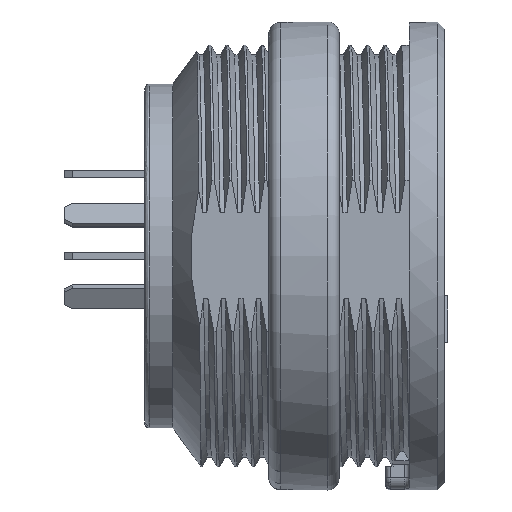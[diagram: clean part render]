
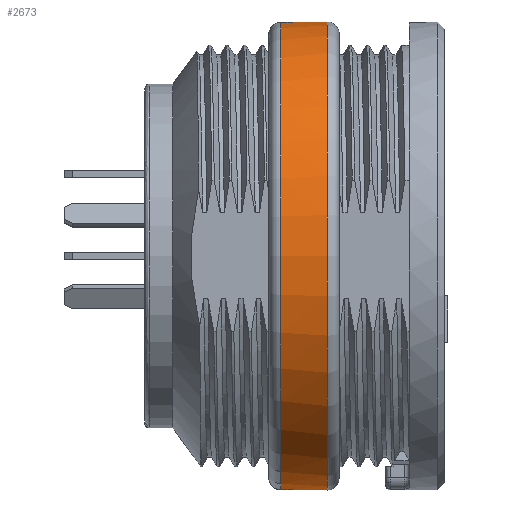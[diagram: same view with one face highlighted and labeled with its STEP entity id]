
A CAD part, top view. The second image highlights one B-rep face of the part: STEP entity #2673.
In plain terms, the highlighted cylindrical face has radius 10 mm (diameter 20 mm), a full revolution.
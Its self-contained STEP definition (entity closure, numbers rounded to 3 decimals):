
#1379=CYLINDRICAL_SURFACE('',#10941,10.);
#2673=ADVANCED_FACE('',(#4654,#4655),#1379,.T.);
#3389=LINE('',#40983,#4085);
#3394=LINE('',#41141,#4090);
#3399=LINE('',#41546,#4095);
#3403=LINE('',#41593,#4099);
#4085=VECTOR('',#11788,1.);
#4090=VECTOR('',#11795,1.);
#4095=VECTOR('',#11824,1.);
#4099=VECTOR('',#11830,1.);
#4654=FACE_BOUND('',#4911,.T.);
#4655=FACE_BOUND('',#4912,.T.);
#4911=EDGE_LOOP('',(#6391));
#4912=EDGE_LOOP('',(#6392,#6393,#6394,#6395,#6396,#6397,#6398,#6399));
#6391=ORIENTED_EDGE('',*,*,#9690,.F.);
#6392=ORIENTED_EDGE('',*,*,#9682,.F.);
#6393=ORIENTED_EDGE('',*,*,#9662,.T.);
#6394=ORIENTED_EDGE('',*,*,#9688,.T.);
#6395=ORIENTED_EDGE('',*,*,#9691,.T.);
#6396=ORIENTED_EDGE('',*,*,#9636,.F.);
#6397=ORIENTED_EDGE('',*,*,#9692,.T.);
#6398=ORIENTED_EDGE('',*,*,#9652,.T.);
#6399=ORIENTED_EDGE('',*,*,#9693,.T.);
#8538=VERTEX_POINT('',#40982);
#8539=VERTEX_POINT('',#40984);
#8551=VERTEX_POINT('',#41140);
#8552=VERTEX_POINT('',#41142);
#8559=VERTEX_POINT('',#41178);
#8560=VERTEX_POINT('',#41180);
#8569=VERTEX_POINT('',#41547);
#8572=VERTEX_POINT('',#41592);
#8573=VERTEX_POINT('',#41597);
#9636=EDGE_CURVE('',#8538,#8539,#3389,.T.);
#9652=EDGE_CURVE('',#8552,#8551,#3394,.T.);
#9662=EDGE_CURVE('',#8560,#8559,#10623,.T.);
#9682=EDGE_CURVE('',#8560,#8569,#3399,.T.);
#9688=EDGE_CURVE('',#8559,#8572,#3403,.T.);
#9690=EDGE_CURVE('',#8573,#8573,#10627,.T.);
#9691=EDGE_CURVE('',#8572,#8539,#10628,.T.);
#9692=EDGE_CURVE('',#8538,#8552,#10629,.T.);
#9693=EDGE_CURVE('',#8551,#8569,#10630,.T.);
#10623=CIRCLE('',#10927,10.);
#10627=CIRCLE('',#10937,10.);
#10628=CIRCLE('',#10938,10.);
#10629=CIRCLE('',#10939,10.);
#10630=CIRCLE('',#10940,10.);
#10927=AXIS2_PLACEMENT_3D('',#41179,#11807,#11808);
#10937=AXIS2_PLACEMENT_3D('',#41596,#11834,#11835);
#10938=AXIS2_PLACEMENT_3D('',#41598,#11836,#11837);
#10939=AXIS2_PLACEMENT_3D('',#41599,#11838,#11839);
#10940=AXIS2_PLACEMENT_3D('',#41600,#11840,#11841);
#10941=AXIS2_PLACEMENT_3D('',#41601,#11842,#11843);
#11788=DIRECTION('',(-1.,0.,0.));
#11795=DIRECTION('',(-1.,0.,0.));
#11807=DIRECTION('',(1.,0.,0.));
#11808=DIRECTION('',(0.,1.,0.));
#11824=DIRECTION('',(-1.,0.,0.));
#11830=DIRECTION('',(-1.,0.,0.));
#11834=DIRECTION('',(1.,0.,0.));
#11835=DIRECTION('',(0.,1.,0.));
#11836=DIRECTION('',(1.,0.,0.));
#11837=DIRECTION('',(0.,1.,0.));
#11838=DIRECTION('',(1.,0.,0.));
#11839=DIRECTION('',(0.,1.,0.));
#11840=DIRECTION('',(1.,0.,0.));
#11841=DIRECTION('',(0.,1.,0.));
#11842=DIRECTION('',(1.,0.,0.));
#11843=DIRECTION('',(0.,1.,0.));
#40982=CARTESIAN_POINT('',(1.65,-9.982,0.6));
#40983=CARTESIAN_POINT('',(1.65,-9.982,0.6));
#40984=CARTESIAN_POINT('',(1.15,-9.982,0.6));
#41140=CARTESIAN_POINT('',(1.15,-9.982,-0.6));
#41141=CARTESIAN_POINT('',(1.65,-9.982,-0.6));
#41142=CARTESIAN_POINT('',(1.65,-9.982,-0.6));
#41178=CARTESIAN_POINT('',(1.65,9.982,0.6));
#41179=CARTESIAN_POINT('',(1.65,0.,0.));
#41180=CARTESIAN_POINT('',(1.65,9.982,-0.6));
#41546=CARTESIAN_POINT('',(1.65,9.982,-0.6));
#41547=CARTESIAN_POINT('',(1.15,9.982,-0.6));
#41592=CARTESIAN_POINT('',(1.15,9.982,0.6));
#41593=CARTESIAN_POINT('',(3.65,9.982,0.6));
#41596=CARTESIAN_POINT('',(3.15,0.,0.));
#41597=CARTESIAN_POINT('',(3.15,10.,0.));
#41598=CARTESIAN_POINT('',(1.15,0.,0.));
#41599=CARTESIAN_POINT('',(1.65,0.,0.));
#41600=CARTESIAN_POINT('',(1.15,0.,0.));
#41601=CARTESIAN_POINT('',(3.65,0.,0.));
